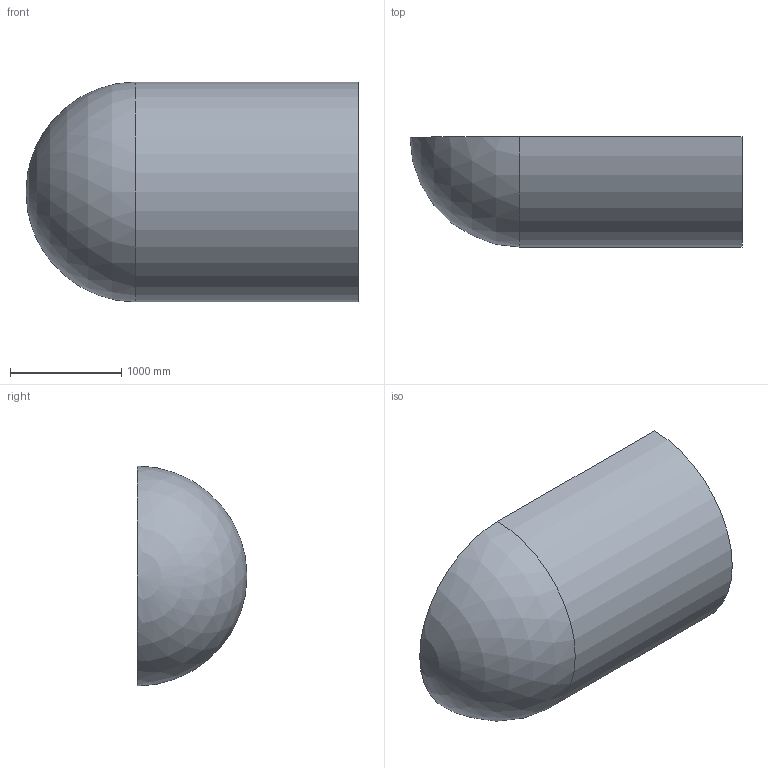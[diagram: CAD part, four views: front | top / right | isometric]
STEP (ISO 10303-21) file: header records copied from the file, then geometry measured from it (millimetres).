
FILE_DESCRIPTION(/* description */ (''),/* implementation_level */ '2;1');
FILE_NAME(/* name */ 'CFDforebodyPlusInterference.stp',/* time_stamp */ '2025-07-13T20:01:59-06:00',/* author */ (''),/* organization */ (''),/* preprocessor_version */ 'ST-DEVELOPER v20',/* originating_system */ 'SIEMENS PLM Software NX2312.9162',/* authorisation */ '');
FILE_SCHEMA (('AUTOMOTIVE_DESIGN { 1 0 10303 214 3 1 1 1 }'));
Length unit declared in the file: millimetre
Products named in the file (1): CFDforebodyPlusInterference
Bounding box: 2990.6 x 990.6 x 1981.2 mm (x, y, z)
Volume: 4183464143.2 mm3; surface area: 18027828.2 mm2
Topology: 2 solids, 2 shells, 14 faces, 31 edges, 20 vertices
Faces by surface type: plane 9, cylinder 2, sphere 2, bspline 1
Entity records: 429 total; most frequent: CARTESIAN_POINT 75, DIRECTION 64, ORIENTED_EDGE 54, EDGE_CURVE 27, AXIS2_PLACEMENT_3D 23, LINE 18, VECTOR 18, VERTEX_POINT 18
